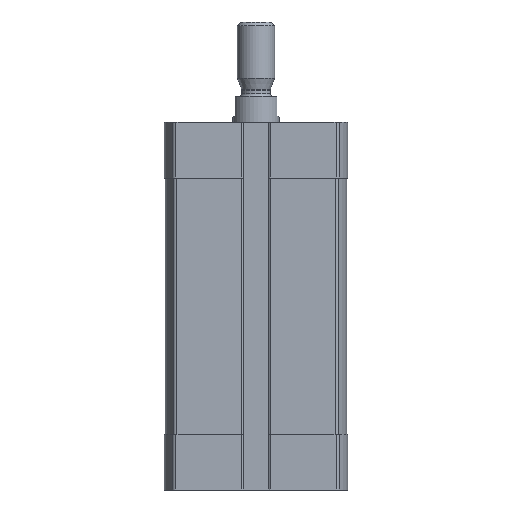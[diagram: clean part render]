
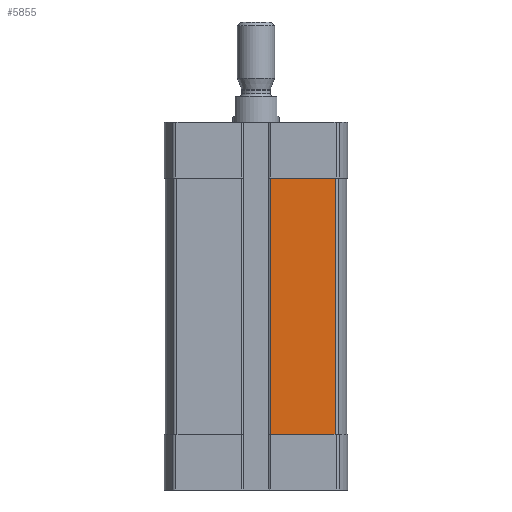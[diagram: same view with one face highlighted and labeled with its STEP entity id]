
A CAD part, left-side view. The second image highlights one B-rep face of the part: STEP entity #5855.
In plain terms, the highlighted planar face has unit normal (-1, 0, 0).
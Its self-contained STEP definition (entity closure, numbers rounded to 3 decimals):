
#71=PLANE('',#6399);
#601=LINE('',#9581,#1053);
#602=LINE('',#9584,#1054);
#603=LINE('',#9586,#1055);
#604=LINE('',#9588,#1056);
#1053=VECTOR('',#7546,1000.);
#1054=VECTOR('',#7547,1000.);
#1055=VECTOR('',#7548,1000.);
#1056=VECTOR('',#7549,1000.);
#1949=ORIENTED_EDGE('',*,*,#3437,.F.);
#1950=ORIENTED_EDGE('',*,*,#3438,.F.);
#1951=ORIENTED_EDGE('',*,*,#3439,.T.);
#1952=ORIENTED_EDGE('',*,*,#3440,.T.);
#3437=EDGE_CURVE('',#4187,#4188,#601,.T.);
#3438=EDGE_CURVE('',#4189,#4187,#602,.T.);
#3439=EDGE_CURVE('',#4189,#4190,#603,.T.);
#3440=EDGE_CURVE('',#4190,#4188,#604,.T.);
#4187=VERTEX_POINT('',#9582);
#4188=VERTEX_POINT('',#9583);
#4189=VERTEX_POINT('',#9585);
#4190=VERTEX_POINT('',#9587);
#4884=EDGE_LOOP('',(#1949,#1950,#1951,#1952));
#5332=FACE_BOUND('',#4884,.T.);
#5855=ADVANCED_FACE('',(#5332),#71,.T.);
#6399=AXIS2_PLACEMENT_3D('',#9580,#7544,#7545);
#7544=DIRECTION('',(-1.,0.,0.));
#7545=DIRECTION('',(0.,0.,1.));
#7546=DIRECTION('',(0.,-1.,0.));
#7547=DIRECTION('',(0.,0.,1.));
#7548=DIRECTION('',(0.,-1.,0.));
#7549=DIRECTION('',(0.,0.,1.));
#9580=CARTESIAN_POINT('',(-19.5,-3.1,-67.));
#9581=CARTESIAN_POINT('',(-19.5,-3.1,-12.));
#9582=CARTESIAN_POINT('',(-19.5,-3.1,-12.));
#9583=CARTESIAN_POINT('',(-19.5,-17.091,-12.));
#9584=CARTESIAN_POINT('',(-19.5,-3.1,-67.));
#9585=CARTESIAN_POINT('',(-19.5,-3.1,-67.));
#9586=CARTESIAN_POINT('',(-19.5,-3.1,-67.));
#9587=CARTESIAN_POINT('',(-19.5,-17.091,-67.));
#9588=CARTESIAN_POINT('',(-19.5,-17.091,-67.));
